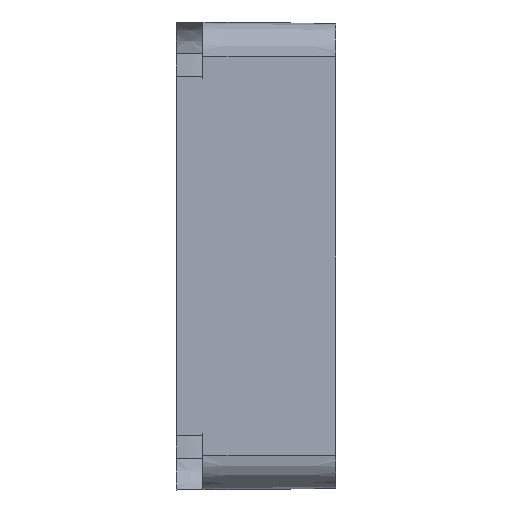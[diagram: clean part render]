
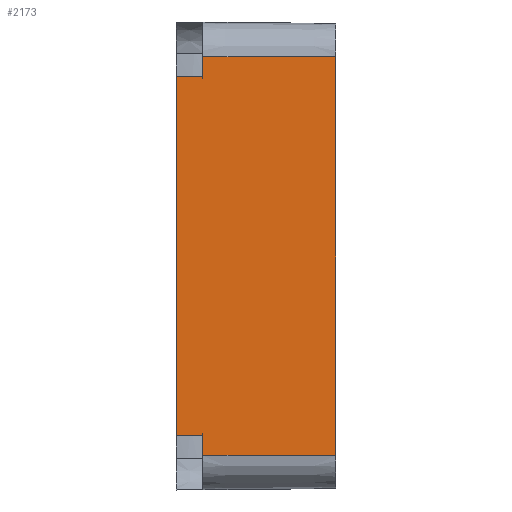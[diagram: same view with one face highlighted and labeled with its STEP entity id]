
A CAD part, left-side view. The second image highlights one B-rep face of the part: STEP entity #2173.
In plain terms, the highlighted planar face has unit normal (-1, -0.009, 0).
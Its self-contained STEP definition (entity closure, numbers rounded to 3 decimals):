
#104 = CARTESIAN_POINT ( 'NONE',  ( -17.5, 0., -15. ) ) ;
#194 = CARTESIAN_POINT ( 'NONE',  ( -17.5, 0., 15. ) ) ;
#213 = CARTESIAN_POINT ( 'NONE',  ( -17.593, 10.667, -13.515 ) ) ;
#216 = EDGE_CURVE ( 'NONE', #1183, #943, #1570, .T. ) ;
#287 = CARTESIAN_POINT ( 'NONE',  ( -17.605, 12., 15. ) ) ;
#452 = CARTESIAN_POINT ( 'NONE',  ( -17.5, 0., 15. ) ) ;
#472 = B_SPLINE_CURVE_WITH_KNOTS ( 'NONE', 3,
 ( #940, #1939, #2080, #2060 ),
 .UNSPECIFIED., .F., .F.,
 ( 4, 4 ),
 ( 0., 0.002 ),
 .UNSPECIFIED. ) ;
#547 = VECTOR ( 'NONE', #973, 1000. ) ;
#563 = VERTEX_POINT ( 'NONE', #574 ) ;
#571 = DIRECTION ( 'NONE',  ( 0., 0., 1. ) ) ;
#574 = CARTESIAN_POINT ( 'NONE',  ( -17.587, 10., -15. ) ) ;
#578 = LINE ( 'NONE', #2814, #3275 ) ;
#610 = EDGE_CURVE ( 'NONE', #1183, #2708, #472, .T. ) ;
#713 = LINE ( 'NONE', #829, #1444 ) ;
#829 = CARTESIAN_POINT ( 'NONE',  ( -17.587, 10., 15. ) ) ;
#940 = CARTESIAN_POINT ( 'NONE',  ( -17.587, 10., 13.516 ) ) ;
#943 = VERTEX_POINT ( 'NONE', #3365 ) ;
#954 = B_SPLINE_CURVE_WITH_KNOTS ( 'NONE', 3,
 ( #1576, #3350, #213, #2103 ),
 .UNSPECIFIED., .F., .F.,
 ( 4, 4 ),
 ( 0., 0.002 ),
 .UNSPECIFIED. ) ;
#973 = DIRECTION ( 'NONE',  ( 0., 0., 1. ) ) ;
#976 = DIRECTION ( 'NONE',  ( 0.009, -1., 0. ) ) ;
#1065 = CARTESIAN_POINT ( 'NONE',  ( -17.5, 0., -15. ) ) ;
#1183 = VERTEX_POINT ( 'NONE', #2949 ) ;
#1229 = VECTOR ( 'NONE', #2753, 1000. ) ;
#1271 = PLANE ( 'NONE',  #2513 ) ;
#1444 = VECTOR ( 'NONE', #1652, 1000. ) ;
#1522 = VECTOR ( 'NONE', #571, 1000. ) ;
#1570 = LINE ( 'NONE', #2310, #1906 ) ;
#1573 = ORIENTED_EDGE ( 'NONE', *, *, #2907, .T. ) ;
#1576 = CARTESIAN_POINT ( 'NONE',  ( -17.605, 12., -13.512 ) ) ;
#1606 = LINE ( 'NONE', #2893, #547 ) ;
#1630 = ORIENTED_EDGE ( 'NONE', *, *, #3325, .F. ) ;
#1652 = DIRECTION ( 'NONE',  ( 0., 0., 1. ) ) ;
#1653 = VERTEX_POINT ( 'NONE', #2253 ) ;
#1763 = EDGE_LOOP ( 'NONE', ( #3163, #1573, #2860, #3326, #2473, #1630, #1982, #1815 ) ) ;
#1815 = ORIENTED_EDGE ( 'NONE', *, *, #610, .T. ) ;
#1906 = VECTOR ( 'NONE', #2567, 1000. ) ;
#1939 = CARTESIAN_POINT ( 'NONE',  ( -17.593, 10.667, 13.515 ) ) ;
#1982 = ORIENTED_EDGE ( 'NONE', *, *, #216, .F. ) ;
#2014 = CARTESIAN_POINT ( 'NONE',  ( -17.605, 12., 13.512 ) ) ;
#2060 = CARTESIAN_POINT ( 'NONE',  ( -17.605, 12., 13.512 ) ) ;
#2080 = CARTESIAN_POINT ( 'NONE',  ( -17.599, 11.333, 13.513 ) ) ;
#2103 = CARTESIAN_POINT ( 'NONE',  ( -17.587, 10., -13.516 ) ) ;
#2132 = VERTEX_POINT ( 'NONE', #452 ) ;
#2173 = ADVANCED_FACE ( 'NONE', ( #3290 ), #1271, .T. ) ;
#2176 = CARTESIAN_POINT ( 'NONE',  ( -17.587, 10., -13.516 ) ) ;
#2183 = VERTEX_POINT ( 'NONE', #1065 ) ;
#2253 = CARTESIAN_POINT ( 'NONE',  ( -17.605, 12., -13.512 ) ) ;
#2310 = CARTESIAN_POINT ( 'NONE',  ( -17.587, 10., 15. ) ) ;
#2394 = EDGE_CURVE ( 'NONE', #2183, #2132, #1606, .T. ) ;
#2473 = ORIENTED_EDGE ( 'NONE', *, *, #2394, .T. ) ;
#2491 = EDGE_CURVE ( 'NONE', #563, #2514, #713, .T. ) ;
#2505 = EDGE_CURVE ( 'NONE', #1653, #2708, #3392, .T. ) ;
#2513 = AXIS2_PLACEMENT_3D ( 'NONE', #194, #3381, #976 ) ;
#2514 = VERTEX_POINT ( 'NONE', #2176 ) ;
#2567 = DIRECTION ( 'NONE',  ( 0., 0., 1. ) ) ;
#2681 = EDGE_CURVE ( 'NONE', #563, #2183, #3361, .T. ) ;
#2708 = VERTEX_POINT ( 'NONE', #2014 ) ;
#2753 = DIRECTION ( 'NONE',  ( 0.009, -1., 0. ) ) ;
#2814 = CARTESIAN_POINT ( 'NONE',  ( -17.5, 0., 15. ) ) ;
#2860 = ORIENTED_EDGE ( 'NONE', *, *, #2491, .F. ) ;
#2893 = CARTESIAN_POINT ( 'NONE',  ( -17.5, 0., 15. ) ) ;
#2907 = EDGE_CURVE ( 'NONE', #1653, #2514, #954, .T. ) ;
#2949 = CARTESIAN_POINT ( 'NONE',  ( -17.587, 10., 13.516 ) ) ;
#3163 = ORIENTED_EDGE ( 'NONE', *, *, #2505, .F. ) ;
#3275 = VECTOR ( 'NONE', #3316, 1000. ) ;
#3290 = FACE_OUTER_BOUND ( 'NONE', #1763, .T. ) ;
#3316 = DIRECTION ( 'NONE',  ( 0.009, -1., 0. ) ) ;
#3325 = EDGE_CURVE ( 'NONE', #943, #2132, #578, .T. ) ;
#3326 = ORIENTED_EDGE ( 'NONE', *, *, #2681, .T. ) ;
#3350 = CARTESIAN_POINT ( 'NONE',  ( -17.599, 11.333, -13.513 ) ) ;
#3361 = LINE ( 'NONE', #104, #1229 ) ;
#3365 = CARTESIAN_POINT ( 'NONE',  ( -17.587, 10., 15. ) ) ;
#3381 = DIRECTION ( 'NONE',  ( -1., -0.009, 0. ) ) ;
#3392 = LINE ( 'NONE', #287, #1522 ) ;
